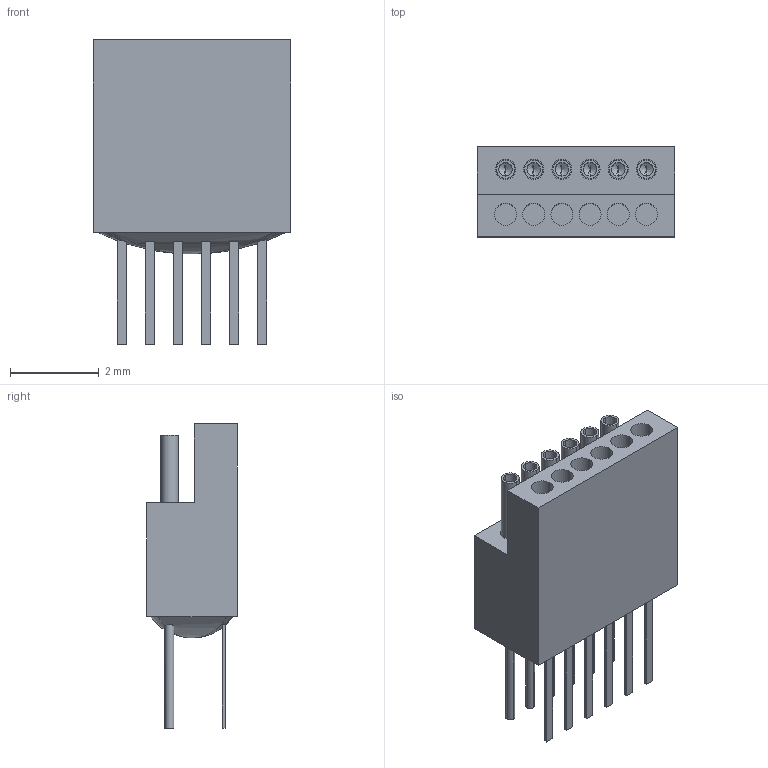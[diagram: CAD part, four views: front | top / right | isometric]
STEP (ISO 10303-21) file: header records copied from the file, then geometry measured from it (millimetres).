
FILE_DESCRIPTION (( 'STEP AP214' ), '1' );
FILE_NAME ('A79624-001.STEP', '2015-11-06T15:11:50', ( '' ), ( '' ), 'SwSTEP 2.0', 'SolidWorks 2015', '' );
FILE_SCHEMA (( 'AUTOMOTIVE_DESIGN' ));
Length unit declared in the file: inch
Products named in the file (1): A79624-001
Bounding box: 4.45 x 2.03 x 6.86 mm (x, y, z)
Volume: 27.6 mm3; surface area: 190.6 mm2
Topology: 1 solids, 1 shells, 160 faces, 356 edges, 223 vertices
Faces by surface type: cylinder 76, plane 68, cone 12, bspline 4
Entity records: 4864 total; most frequent: CARTESIAN_POINT 1304, DIRECTION 756, ORIENTED_EDGE 680, EDGE_CURVE 340, AXIS2_PLACEMENT_3D 297, VERTEX_POINT 223, EDGE_LOOP 201, VECTOR 162
